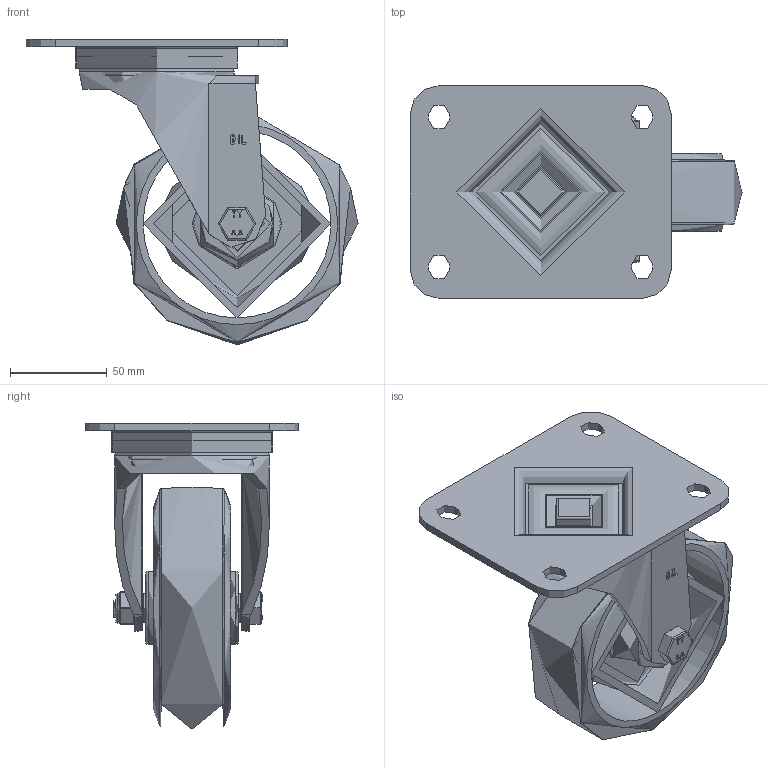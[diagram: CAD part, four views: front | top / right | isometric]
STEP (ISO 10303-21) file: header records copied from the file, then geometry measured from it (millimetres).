
FILE_DESCRIPTION(/* description */ (''),/* implementation_level */ '2;1');
FILE_NAME(/* name */ 'BZPH125RNB.step',/* time_stamp */ '2024-06-06T15:37:52+01:00',/* author */ (''),/* organization */ (''),/* preprocessor_version */ 'ST-DEVELOPER v20',/* originating_system */ 'Autodesk Translation Framework v13.14.0.145',/* authorisation */ '');
FILE_SCHEMA (('AUTOMOTIVE_DESIGN { 1 0 10303 214 3 1 1 }'));
Length unit declared in the file: millimetre
Products named in the file (22): BZPH125RNB; BZPH125AS v1; ZINC PLATED, PRESSED STEEL TOP PLATE; ZINC PLATED, PRESSED STEEL FORKS; BEARING SEAL; BZH125WRNRB15 v1; 75 SHORE A ELASTIC RUBBER TYRE; NYLON RIM; NYLON RIM Geometry; CAP; ROLLER BEARING; CAGE; RIBS; Component4; TUBEM15X50 v1; ZINC PLATED AXLE TUBE; HEXBOLTM10X70Z8.8 v2; GRADE 8.8 THREADED ZINC PLATED BOLT; NYLOCM10Z v1; NYLOC NUT; RUBBER; NUT
Assembly tree (28 placements, depth 5):
  BZPH125RNB
    BZPH125AS v1
      ZINC PLATED, PRESSED STEEL TOP PLATE
      ZINC PLATED, PRESSED STEEL FORKS
      BEARING SEAL
    BZH125WRNRB15 v1
      75 SHORE A ELASTIC RUBBER TYRE
      NYLON RIM
        NYLON RIM Geometry
        CAP
      ROLLER BEARING
        CAGE
        RIBS
          Component4  x8
    TUBEM15X50 v1
      ZINC PLATED AXLE TUBE
    HEXBOLTM10X70Z8.8 v2
      GRADE 8.8 THREADED ZINC PLATED BOLT
    NYLOCM10Z v1
      NYLOC NUT
        RUBBER
        NUT
Bounding box: 171.5 x 110 x 158 mm (x, y, z)
Volume: 516459 mm3; surface area: 171496 mm2
Topology: 20 solids, 20 shells, 524 faces, 1268 edges, 806 vertices
Faces by surface type: plane 253, cylinder 147, bspline 77, torus 23, cone 12, sphere 12
Full cylindrical faces by diameter (mm): 4 x8, 8.141 x18, 9.85 x19, 10 x3, 10.2 x2, 10.5 x1, 12 x2, 15 x3, 16 x2, 17 x1, 21 x1, 22.75 x1, 23 x1, 25 x1, 26 x1, 27.9 x1, 28 x2, 32 x2, 38 x2, 51 x2, 72 x1, 80 x1, 82.5 x2, 83.5 x1, 97 x2
Entity records: 23728 total; most frequent: CARTESIAN_POINT 11442, ORIENTED_EDGE 2494, DIRECTION 2328, EDGE_CURVE 1247, AXIS2_PLACEMENT_3D 843, VERTEX_POINT 792, LINE 642, VECTOR 642
